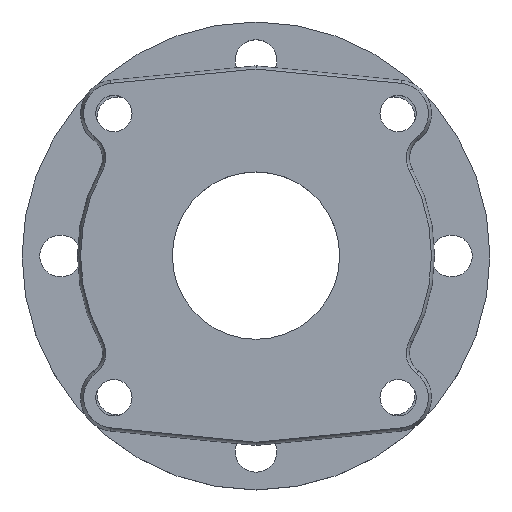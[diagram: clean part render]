
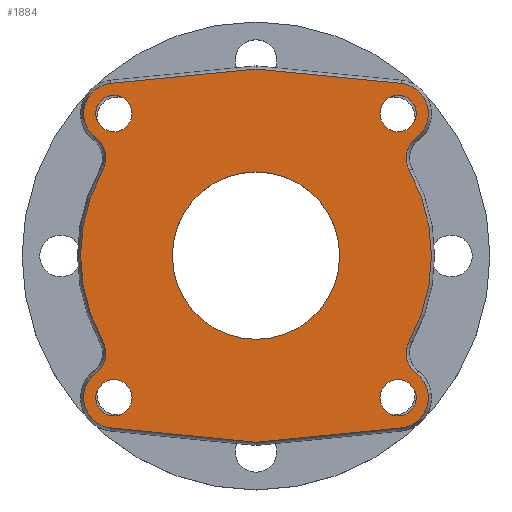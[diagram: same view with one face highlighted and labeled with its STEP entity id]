
A CAD part, top view. The second image highlights one B-rep face of the part: STEP entity #1884.
In plain terms, the highlighted planar face has unit normal (0, 0, 1).
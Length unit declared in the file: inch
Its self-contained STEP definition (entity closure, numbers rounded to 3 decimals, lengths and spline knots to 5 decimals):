
#323=CARTESIAN_POINT('',(1.59099,-1.59099,2.672));
#324=DIRECTION('',(0.,0.,1.));
#325=DIRECTION('',(0.098,-0.995,0.));
#326=AXIS2_PLACEMENT_3D('',#323,#324,#325);
#333=CARTESIAN_POINT('',(1.59099,1.59099,2.672));
#334=DIRECTION('',(0.,0.,1.));
#335=DIRECTION('',(1.,0.,0.));
#336=AXIS2_PLACEMENT_3D('',#333,#334,#335);
#338=CARTESIAN_POINT('',(1.59099,1.59099,2.672));
#339=DIRECTION('',(0.,0.,1.));
#340=DIRECTION('',(-1.,0.,0.));
#341=AXIS2_PLACEMENT_3D('',#338,#339,#340);
#343=CARTESIAN_POINT('',(1.59099,-1.59099,2.672));
#344=DIRECTION('',(0.,0.,1.));
#345=DIRECTION('',(1.,0.,0.));
#346=AXIS2_PLACEMENT_3D('',#343,#344,#345);
#348=CARTESIAN_POINT('',(1.59099,-1.59099,2.672));
#349=DIRECTION('',(0.,0.,1.));
#350=DIRECTION('',(-1.,0.,0.));
#351=AXIS2_PLACEMENT_3D('',#348,#349,#350);
#353=CARTESIAN_POINT('',(-1.59099,-1.59099,2.672));
#354=DIRECTION('',(0.,0.,1.));
#355=DIRECTION('',(1.,0.,0.));
#356=AXIS2_PLACEMENT_3D('',#353,#354,#355);
#358=CARTESIAN_POINT('',(-1.59099,-1.59099,2.672));
#359=DIRECTION('',(0.,0.,1.));
#360=DIRECTION('',(-1.,0.,0.));
#361=AXIS2_PLACEMENT_3D('',#358,#359,#360);
#363=CARTESIAN_POINT('',(-1.59099,1.59099,2.672));
#364=DIRECTION('',(0.,0.,1.));
#365=DIRECTION('',(1.,0.,0.));
#366=AXIS2_PLACEMENT_3D('',#363,#364,#365);
#368=CARTESIAN_POINT('',(-1.59099,1.59099,2.672));
#369=DIRECTION('',(0.,0.,1.));
#370=DIRECTION('',(-1.,0.,0.));
#371=AXIS2_PLACEMENT_3D('',#368,#369,#370);
#373=CARTESIAN_POINT('',(0.,0.,2.672));
#374=DIRECTION('',(0.,0.,1.));
#375=DIRECTION('',(0.,1.,0.));
#376=AXIS2_PLACEMENT_3D('',#373,#374,#375);
#378=CARTESIAN_POINT('',(0.,0.,2.672));
#379=DIRECTION('',(0.,0.,1.));
#380=DIRECTION('',(0.,-1.,0.));
#381=AXIS2_PLACEMENT_3D('',#378,#379,#380);
#791=DIRECTION('',(0.995,0.098,0.));
#792=VECTOR('',#791,1.6323);
#793=CARTESIAN_POINT('',(0.,-2.08953,2.672));
#794=LINE('',#793,#792);
#795=DIRECTION('',(0.995,-0.098,0.));
#796=VECTOR('',#795,1.6323);
#797=CARTESIAN_POINT('',(-1.62439,-1.92905,2.672));
#798=LINE('',#797,#796);
#811=CARTESIAN_POINT('',(-1.59099,-1.59099,2.672));
#812=DIRECTION('',(0.,0.,1.));
#813=DIRECTION('',(-0.602,0.798,0.));
#814=AXIS2_PLACEMENT_3D('',#811,#812,#813);
#891=CARTESIAN_POINT('',(-1.59099,1.59099,2.672));
#892=DIRECTION('',(0.,0.,1.));
#893=DIRECTION('',(-0.098,0.995,0.));
#894=AXIS2_PLACEMENT_3D('',#891,#892,#893);
#901=CARTESIAN_POINT('',(-1.96727,1.09195,2.672));
#902=DIRECTION('',(0.,0.,1.));
#903=DIRECTION('',(0.874,-0.485,0.));
#904=AXIS2_PLACEMENT_3D('',#901,#902,#903);
#911=CARTESIAN_POINT('',(0.,0.,2.672));
#912=DIRECTION('',(0.,0.,1.));
#913=DIRECTION('',(-0.874,0.485,0.));
#914=AXIS2_PLACEMENT_3D('',#911,#912,#913);
#921=CARTESIAN_POINT('',(-1.96727,-1.09195,2.672));
#922=DIRECTION('',(0.,0.,1.));
#923=DIRECTION('',(0.602,-0.798,0.));
#924=AXIS2_PLACEMENT_3D('',#921,#922,#923);
#931=DIRECTION('',(-0.995,-0.098,0.));
#932=VECTOR('',#931,1.6323);
#933=CARTESIAN_POINT('',(0.,2.08953,2.672));
#934=LINE('',#933,#932);
#935=DIRECTION('',(-0.995,0.098,0.));
#936=VECTOR('',#935,1.6323);
#937=CARTESIAN_POINT('',(1.62439,1.92905,2.672));
#938=LINE('',#937,#936);
#951=CARTESIAN_POINT('',(1.59099,1.59099,2.672));
#952=DIRECTION('',(0.,0.,1.));
#953=DIRECTION('',(0.602,-0.798,0.));
#954=AXIS2_PLACEMENT_3D('',#951,#952,#953);
#1017=CARTESIAN_POINT('',(1.96727,-1.09195,2.672));
#1018=DIRECTION('',(0.,0.,1.));
#1019=DIRECTION('',(-0.874,0.485,0.));
#1020=AXIS2_PLACEMENT_3D('',#1017,#1018,#1019);
#1027=CARTESIAN_POINT('',(0.,0.,2.672));
#1028=DIRECTION('',(0.,0.,1.));
#1029=DIRECTION('',(0.874,-0.485,0.));
#1030=AXIS2_PLACEMENT_3D('',#1027,#1028,#1029);
#1037=CARTESIAN_POINT('',(1.96727,1.09195,2.672));
#1038=DIRECTION('',(0.,0.,1.));
#1039=DIRECTION('',(-0.602,0.798,0.));
#1040=AXIS2_PLACEMENT_3D('',#1037,#1038,#1039);
#1199=CARTESIAN_POINT('',(0.,0.9375,2.672));
#1200=CARTESIAN_POINT('',(0.,-0.9375,2.672));
#1201=VERTEX_POINT('',#1199);
#1202=VERTEX_POINT('',#1200);
#1203=CARTESIAN_POINT('',(0.,-2.08953,2.672));
#1204=CARTESIAN_POINT('',(1.62439,-1.92905,2.672));
#1205=VERTEX_POINT('',#1203);
#1206=VERTEX_POINT('',#1204);
#1207=CARTESIAN_POINT('',(1.79551,-1.31975,2.672));
#1208=VERTEX_POINT('',#1207);
#1209=CARTESIAN_POINT('',(1.71782,-0.95349,2.672));
#1210=VERTEX_POINT('',#1209);
#1211=CARTESIAN_POINT('',(1.71782,0.95349,2.672));
#1212=VERTEX_POINT('',#1211);
#1213=CARTESIAN_POINT('',(1.79551,1.31975,2.672));
#1214=VERTEX_POINT('',#1213);
#1215=CARTESIAN_POINT('',(1.62439,1.92905,2.672));
#1216=VERTEX_POINT('',#1215);
#1217=CARTESIAN_POINT('',(0.,2.08953,2.672));
#1218=VERTEX_POINT('',#1217);
#1219=CARTESIAN_POINT('',(-1.62439,1.92905,2.672));
#1220=VERTEX_POINT('',#1219);
#1221=CARTESIAN_POINT('',(-1.79551,1.31975,2.672));
#1222=VERTEX_POINT('',#1221);
#1223=CARTESIAN_POINT('',(-1.71782,0.95349,2.672));
#1224=VERTEX_POINT('',#1223);
#1225=CARTESIAN_POINT('',(-1.71782,-0.95349,2.672));
#1226=VERTEX_POINT('',#1225);
#1227=CARTESIAN_POINT('',(-1.79551,-1.31975,2.672));
#1228=VERTEX_POINT('',#1227);
#1229=CARTESIAN_POINT('',(-1.62439,-1.92905,2.672));
#1230=VERTEX_POINT('',#1229);
#1247=CARTESIAN_POINT('',(1.79399,1.59099,2.672));
#1248=CARTESIAN_POINT('',(1.38799,1.59099,2.672));
#1249=VERTEX_POINT('',#1247);
#1250=VERTEX_POINT('',#1248);
#1251=CARTESIAN_POINT('',(1.79399,-1.59099,2.672));
#1252=CARTESIAN_POINT('',(1.38799,-1.59099,2.672));
#1253=VERTEX_POINT('',#1251);
#1254=VERTEX_POINT('',#1252);
#1255=CARTESIAN_POINT('',(-1.38799,-1.59099,2.672));
#1256=CARTESIAN_POINT('',(-1.79399,-1.59099,2.672));
#1257=VERTEX_POINT('',#1255);
#1258=VERTEX_POINT('',#1256);
#1259=CARTESIAN_POINT('',(-1.38799,1.59099,2.672));
#1260=CARTESIAN_POINT('',(-1.79399,1.59099,2.672));
#1261=VERTEX_POINT('',#1259);
#1262=VERTEX_POINT('',#1260);
#1820=CARTESIAN_POINT('',(0.,0.,2.672));
#1821=DIRECTION('',(0.,0.,1.));
#1822=DIRECTION('',(0.,1.,0.));
#1823=AXIS2_PLACEMENT_3D('',#1820,#1821,#1822);
#1824=PLANE('',#1823);
#1826=ORIENTED_EDGE('',*,*,#1825,.F.);
#1828=ORIENTED_EDGE('',*,*,#1827,.F.);
#1830=ORIENTED_EDGE('',*,*,#1829,.F.);
#1832=ORIENTED_EDGE('',*,*,#1831,.T.);
#1834=ORIENTED_EDGE('',*,*,#1833,.F.);
#1836=ORIENTED_EDGE('',*,*,#1835,.T.);
#1838=ORIENTED_EDGE('',*,*,#1837,.F.);
#1840=ORIENTED_EDGE('',*,*,#1839,.F.);
#1842=ORIENTED_EDGE('',*,*,#1841,.F.);
#1844=ORIENTED_EDGE('',*,*,#1843,.F.);
#1846=ORIENTED_EDGE('',*,*,#1845,.T.);
#1848=ORIENTED_EDGE('',*,*,#1847,.F.);
#1850=ORIENTED_EDGE('',*,*,#1849,.T.);
#1851=ORIENTED_EDGE('',*,*,#1810,.F.);
#1852=EDGE_LOOP('',(#1826,#1828,#1830,#1832,#1834,#1836,#1838,#1840,#1842,#1844,
#1846,#1848,#1850,#1851));
#1853=FACE_OUTER_BOUND('',#1852,.F.);
#1855=ORIENTED_EDGE('',*,*,#1854,.T.);
#1857=ORIENTED_EDGE('',*,*,#1856,.T.);
#1858=EDGE_LOOP('',(#1855,#1857));
#1859=FACE_BOUND('',#1858,.F.);
#1861=ORIENTED_EDGE('',*,*,#1860,.T.);
#1863=ORIENTED_EDGE('',*,*,#1862,.T.);
#1864=EDGE_LOOP('',(#1861,#1863));
#1865=FACE_BOUND('',#1864,.F.);
#1867=ORIENTED_EDGE('',*,*,#1866,.T.);
#1869=ORIENTED_EDGE('',*,*,#1868,.T.);
#1870=EDGE_LOOP('',(#1867,#1869));
#1871=FACE_BOUND('',#1870,.F.);
#1873=ORIENTED_EDGE('',*,*,#1872,.T.);
#1875=ORIENTED_EDGE('',*,*,#1874,.T.);
#1876=EDGE_LOOP('',(#1873,#1875));
#1877=FACE_BOUND('',#1876,.F.);
#1879=ORIENTED_EDGE('',*,*,#1878,.T.);
#1881=ORIENTED_EDGE('',*,*,#1880,.T.);
#1882=EDGE_LOOP('',(#1879,#1881));
#1883=FACE_BOUND('',#1882,.F.);
#327=CIRCLE('',#326,0.3397);
#337=CIRCLE('',#336,0.203);
#342=CIRCLE('',#341,0.203);
#347=CIRCLE('',#346,0.203);
#352=CIRCLE('',#351,0.203);
#357=CIRCLE('',#356,0.203);
#362=CIRCLE('',#361,0.203);
#367=CIRCLE('',#366,0.203);
#372=CIRCLE('',#371,0.203);
#377=CIRCLE('',#376,0.9375);
#382=CIRCLE('',#381,0.9375);
#815=CIRCLE('',#814,0.3397);
#895=CIRCLE('',#894,0.3397);
#905=CIRCLE('',#904,0.2853);
#915=CIRCLE('',#914,1.9647);
#925=CIRCLE('',#924,0.2853);
#955=CIRCLE('',#954,0.3397);
#1021=CIRCLE('',#1020,0.2853);
#1031=CIRCLE('',#1030,1.9647);
#1041=CIRCLE('',#1040,0.2853);
#1810=EDGE_CURVE('',#1206,#1208,#327,.T.);
#1825=EDGE_CURVE('',#1205,#1206,#794,.T.);
#1827=EDGE_CURVE('',#1230,#1205,#798,.T.);
#1829=EDGE_CURVE('',#1228,#1230,#815,.T.);
#1831=EDGE_CURVE('',#1228,#1226,#925,.T.);
#1833=EDGE_CURVE('',#1224,#1226,#915,.T.);
#1835=EDGE_CURVE('',#1224,#1222,#905,.T.);
#1837=EDGE_CURVE('',#1220,#1222,#895,.T.);
#1839=EDGE_CURVE('',#1218,#1220,#934,.T.);
#1841=EDGE_CURVE('',#1216,#1218,#938,.T.);
#1843=EDGE_CURVE('',#1214,#1216,#955,.T.);
#1845=EDGE_CURVE('',#1214,#1212,#1041,.T.);
#1847=EDGE_CURVE('',#1210,#1212,#1031,.T.);
#1849=EDGE_CURVE('',#1210,#1208,#1021,.T.);
#1854=EDGE_CURVE('',#1201,#1202,#377,.T.);
#1856=EDGE_CURVE('',#1202,#1201,#382,.T.);
#1860=EDGE_CURVE('',#1249,#1250,#337,.T.);
#1862=EDGE_CURVE('',#1250,#1249,#342,.T.);
#1866=EDGE_CURVE('',#1253,#1254,#347,.T.);
#1868=EDGE_CURVE('',#1254,#1253,#352,.T.);
#1872=EDGE_CURVE('',#1257,#1258,#357,.T.);
#1874=EDGE_CURVE('',#1258,#1257,#362,.T.);
#1878=EDGE_CURVE('',#1261,#1262,#367,.T.);
#1880=EDGE_CURVE('',#1262,#1261,#372,.T.);
#1884=ADVANCED_FACE('',(#1853,#1859,#1865,#1871,#1877,#1883),#1824,.T.);
